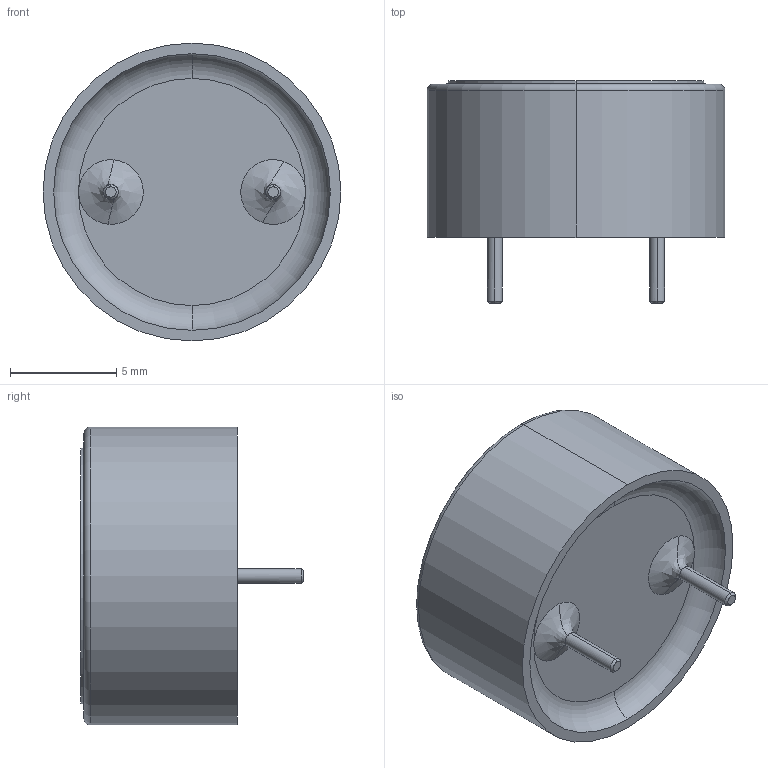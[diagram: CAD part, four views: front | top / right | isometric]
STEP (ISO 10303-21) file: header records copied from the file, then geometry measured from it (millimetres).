
FILE_DESCRIPTION(('FreeCAD Model'),'2;1');
FILE_NAME('PS1420_Buzzer_14mm.step', '2017-11-15T11:12:00',('kicad StepUp'),('ksu MCAD'), 'Open CASCADE STEP processor 6.8','FreeCAD','Unknown');
FILE_SCHEMA(('AUTOMOTIVE_DESIGN_CC2 { 1 2 10303 214 -1 1 5 4 }'));
Length unit declared in the file: millimetre
Products named in the file (1): PS1420_Buzzer_14mm
Bounding box: 14 x 10.45 x 14 mm (x, y, z)
Volume: 604.5 mm3; surface area: 1049.6 mm2
Topology: 1 solids, 1 shells, 55 faces, 122 edges, 78 vertices
Faces by surface type: plane 23, cylinder 16, torus 8, bspline 4, cone 4
Entity records: 2250 total; most frequent: CARTESIAN_POINT 618, DIRECTION 264, ORIENTED_EDGE 244, EDGE_CURVE 122, AXIS2_PLACEMENT_3D 104, VERTEX_POINT 78, FACE_BOUND 64, EDGE_LOOP 64
